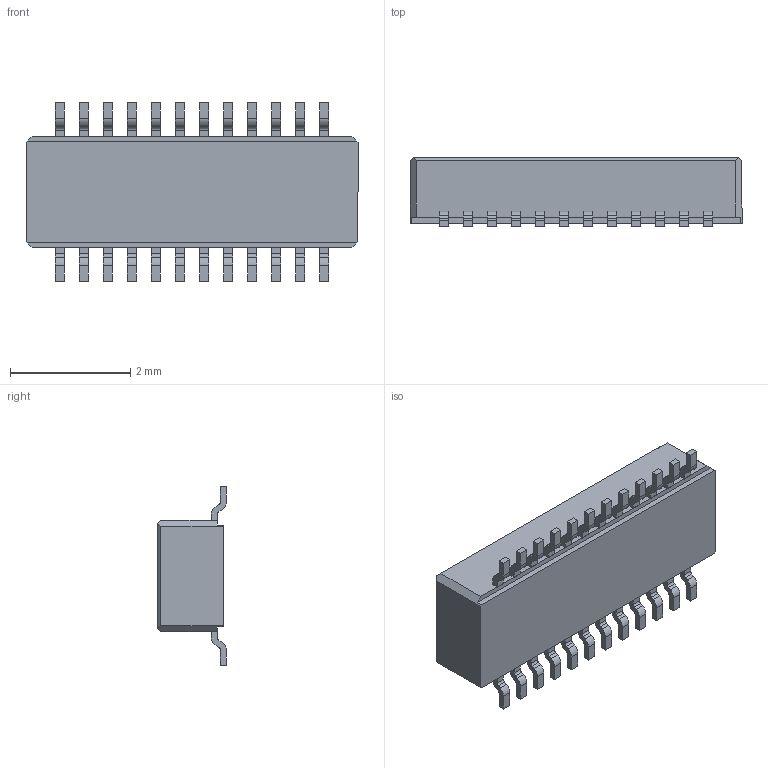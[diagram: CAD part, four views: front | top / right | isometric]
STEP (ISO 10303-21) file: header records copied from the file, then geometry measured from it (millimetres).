
FILE_DESCRIPTION (( 'STEP AP214' ), '1' );
FILE_NAME ('DF40C-20DP-0.4V(51).STEP', '2023-03-29T15:55:05', ( '' ), ( '' ), 'SwSTEP 2.0', 'SolidWorks 2017', '' );
FILE_SCHEMA (( 'AUTOMOTIVE_DESIGN' ));
Length unit declared in the file: millimetre
Products named in the file (1): DF40C-20DP-0.4V(51)
Bounding box: 5.52 x 1.14 x 2.97 mm (x, y, z)
Volume: 7 mm3; surface area: 80 mm2
Topology: 49 solids, 49 shells, 869 faces, 2110 edges, 1366 vertices
Faces by surface type: plane 687, cylinder 166, bspline 12, cone 4
Entity records: 25662 total; most frequent: CARTESIAN_POINT 4666, ORIENTED_EDGE 4220, DIRECTION 4110, EDGE_CURVE 2110, LINE 1738, VECTOR 1738, VERTEX_POINT 1366, AXIS2_PLACEMENT_3D 1186
